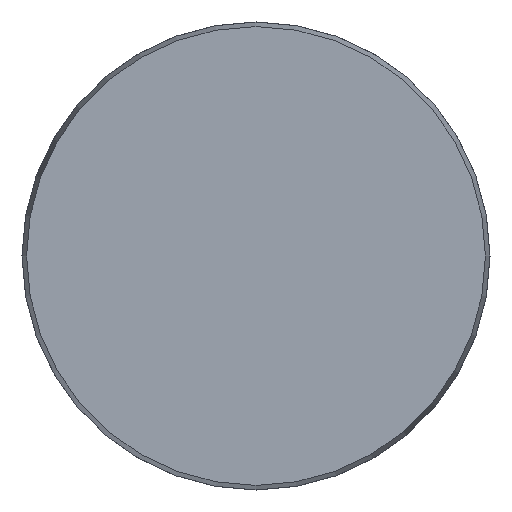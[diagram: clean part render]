
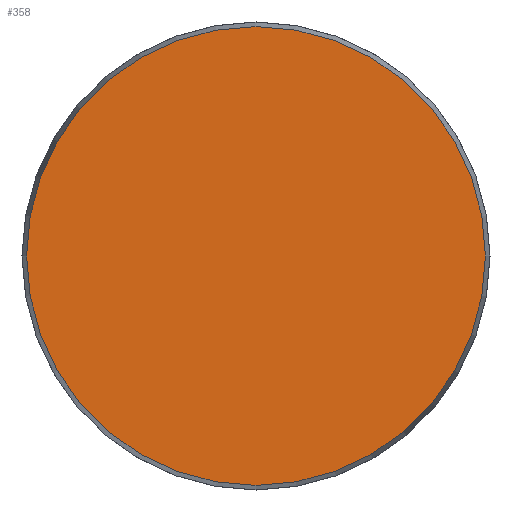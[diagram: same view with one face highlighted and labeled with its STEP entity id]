
A CAD part, front view. The second image highlights one B-rep face of the part: STEP entity #358.
In plain terms, the highlighted planar face has unit normal (0, -1, 0).
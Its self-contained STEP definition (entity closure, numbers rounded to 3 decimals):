
#17 = EDGE_CURVE ( 'NONE', #367, #367, #99, .T. ) ;
#52 = EDGE_LOOP ( 'NONE', ( #543 ) ) ;
#91 = AXIS2_PLACEMENT_3D ( 'NONE', #279, #641, #165 ) ;
#99 = CIRCLE ( 'NONE', #158, 28.425 ) ;
#158 = AXIS2_PLACEMENT_3D ( 'NONE', #180, #714, #241 ) ;
#165 = DIRECTION ( 'NONE',  ( 0., 0., 1. ) ) ;
#180 = CARTESIAN_POINT ( 'NONE',  ( 0., 0., 0. ) ) ;
#227 = FACE_OUTER_BOUND ( 'NONE', #52, .T. ) ;
#241 = DIRECTION ( 'NONE',  ( 0., 0., -1. ) ) ;
#279 = CARTESIAN_POINT ( 'NONE',  ( -28.425, 0., 0. ) ) ;
#358 = ADVANCED_FACE ( 'NONE', ( #227 ), #395, .F. ) ;
#367 = VERTEX_POINT ( 'NONE', #682 ) ;
#395 = PLANE ( 'NONE',  #91 ) ;
#543 = ORIENTED_EDGE ( 'NONE', *, *, #17, .T. ) ;
#641 = DIRECTION ( 'NONE',  ( 0., 1., 0. ) ) ;
#682 = CARTESIAN_POINT ( 'NONE',  ( 0., 0., -28.425 ) ) ;
#714 = DIRECTION ( 'NONE',  ( 0., -1., 0. ) ) ;
